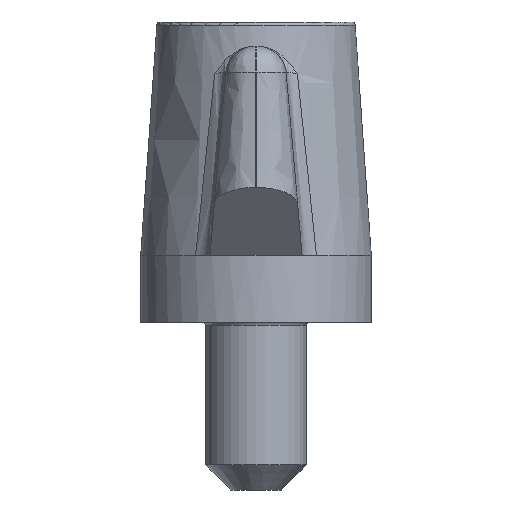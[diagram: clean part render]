
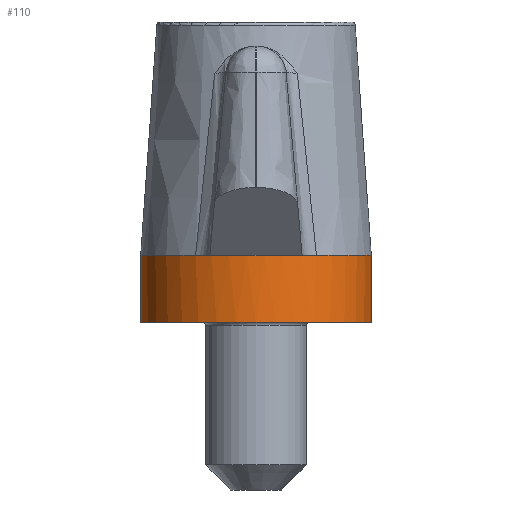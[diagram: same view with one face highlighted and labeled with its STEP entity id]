
A CAD part, front view. The second image highlights one B-rep face of the part: STEP entity #110.
In plain terms, the highlighted cylindrical face has radius 6.875 mm (diameter 13.75 mm), a full revolution.
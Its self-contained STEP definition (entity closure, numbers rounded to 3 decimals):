
#110 = ADVANCED_FACE( '', ( #246, #247 ), #248, .T. );
#246 = FACE_OUTER_BOUND( '', #1358, .T. );
#247 = FACE_OUTER_BOUND( '', #1359, .T. );
#248 = CYLINDRICAL_SURFACE( '', #1360, 6.875 );
#1358 = EDGE_LOOP( '', ( #3364, #3365, #3366, #3367 ) );
#1359 = EDGE_LOOP( '', ( #3368 ) );
#1360 = AXIS2_PLACEMENT_3D( '', #3369, #3370, #3371 );
#3364 = ORIENTED_EDGE( '', *, *, #3587, .F. );
#3365 = ORIENTED_EDGE( '', *, *, #3573, .F. );
#3366 = ORIENTED_EDGE( '', *, *, #3628, .F. );
#3367 = ORIENTED_EDGE( '', *, *, #3578, .F. );
#3368 = ORIENTED_EDGE( '', *, *, #3645, .T. );
#3369 = CARTESIAN_POINT( '', ( 0., 0., 17.902 ) );
#3370 = DIRECTION( '', ( 0., 0., -1. ) );
#3371 = DIRECTION( '', ( 1., 0., 0. ) );
#3573 = EDGE_CURVE( '', #3730, #3731, #3732, .T. );
#3578 = EDGE_CURVE( '', #3738, #3740, #3741, .T. );
#3587 = EDGE_CURVE( '', #3731, #3738, #3756, .T. );
#3628 = EDGE_CURVE( '', #3740, #3730, #3818, .T. );
#3645 = EDGE_CURVE( '', #3843, #3843, #3844, .T. );
#3730 = VERTEX_POINT( '', #3998 );
#3731 = VERTEX_POINT( '', #3999 );
#3732 = CIRCLE( '', #4000, 6.875 );
#3738 = VERTEX_POINT( '', #4044 );
#3740 = VERTEX_POINT( '', #4052 );
#3741 = CIRCLE( '', #4053, 6.875 );
#3756 = CIRCLE( '', #4121, 6.875 );
#3818 = CIRCLE( '', #4424, 6.875 );
#3843 = VERTEX_POINT( '', #4506 );
#3844 = CIRCLE( '', #4507, 6.875 );
#3998 = CARTESIAN_POINT( '', ( 3.604, -5.854, 4. ) );
#3999 = CARTESIAN_POINT( '', ( 3.604, 5.854, 4. ) );
#4000 = AXIS2_PLACEMENT_3D( '', #4937, #4938, #4939 );
#4044 = CARTESIAN_POINT( '', ( -3.604, 5.854, 4. ) );
#4052 = CARTESIAN_POINT( '', ( -3.604, -5.854, 4. ) );
#4053 = AXIS2_PLACEMENT_3D( '', #4940, #4941, #4942 );
#4121 = AXIS2_PLACEMENT_3D( '', #4947, #4948, #4949 );
#4424 = AXIS2_PLACEMENT_3D( '', #4982, #4983, #4984 );
#4506 = CARTESIAN_POINT( '', ( 6.875, 0., 0. ) );
#4507 = AXIS2_PLACEMENT_3D( '', #4991, #4992, #4993 );
#4937 = CARTESIAN_POINT( '', ( 0., 0., 4. ) );
#4938 = DIRECTION( '', ( 0., 0., 1. ) );
#4939 = DIRECTION( '', ( 1., 0., 0. ) );
#4940 = CARTESIAN_POINT( '', ( 0., 0., 4. ) );
#4941 = DIRECTION( '', ( 0., 0., 1. ) );
#4942 = DIRECTION( '', ( 1., 0., 0. ) );
#4947 = CARTESIAN_POINT( '', ( 0., 0., 4. ) );
#4948 = DIRECTION( '', ( 0., 0., 1. ) );
#4949 = DIRECTION( '', ( 1., 0., 0. ) );
#4982 = CARTESIAN_POINT( '', ( 0., 0., 4. ) );
#4983 = DIRECTION( '', ( 0., 0., 1. ) );
#4984 = DIRECTION( '', ( 1., 0., 0. ) );
#4991 = CARTESIAN_POINT( '', ( 0., 0., 0. ) );
#4992 = DIRECTION( '', ( 0., 0., 1. ) );
#4993 = DIRECTION( '', ( 1., 0., 0. ) );
